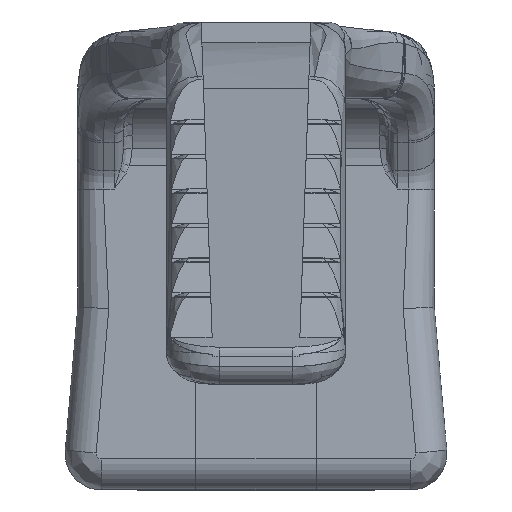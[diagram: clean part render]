
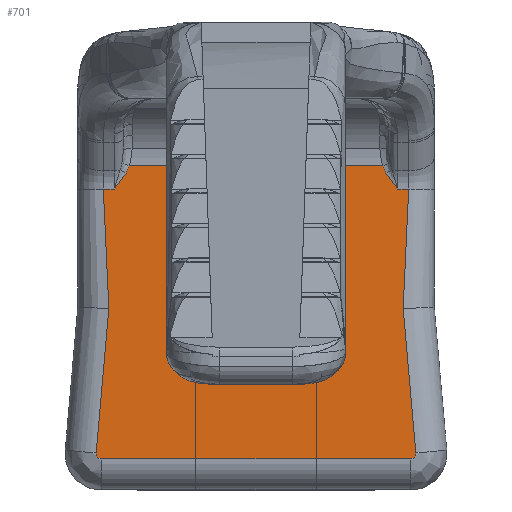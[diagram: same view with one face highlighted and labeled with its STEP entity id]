
A CAD part, front view. The second image highlights one B-rep face of the part: STEP entity #701.
In plain terms, the highlighted planar face has unit normal (0, -1, 0).
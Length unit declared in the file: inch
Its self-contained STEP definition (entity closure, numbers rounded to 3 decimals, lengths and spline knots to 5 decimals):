
#271=(
BOUNDED_CURVE()
B_SPLINE_CURVE(3,(#9772,#9773,#9774,#9775,#9776,#9777,#9778),
 .UNSPECIFIED.,.F.,.F.)
B_SPLINE_CURVE_WITH_KNOTS((4,3,4),(0.,0.45445,1.),
 .UNSPECIFIED.)
CURVE()
GEOMETRIC_REPRESENTATION_ITEM()
RATIONAL_B_SPLINE_CURVE((1.,1.,1.,1.,1.,1.,1.))
REPRESENTATION_ITEM('')
);
#272=(
BOUNDED_CURVE()
B_SPLINE_CURVE(3,(#9807,#9808,#9809,#9810,#9811,#9812,#9813),
 .UNSPECIFIED.,.F.,.F.)
B_SPLINE_CURVE_WITH_KNOTS((4,3,4),(0.,0.54555,1.),
 .UNSPECIFIED.)
CURVE()
GEOMETRIC_REPRESENTATION_ITEM()
RATIONAL_B_SPLINE_CURVE((1.,1.,1.,1.,1.,1.,1.))
REPRESENTATION_ITEM('')
);
#383=ELLIPSE('',#5288,0.02,0.01);
#384=ELLIPSE('',#5289,0.02,0.01);
#466=PLANE('',#5292);
#701=ADVANCED_FACE('',(#1091),#466,.T.);
#1091=FACE_OUTER_BOUND('',#1392,.T.);
#1392=EDGE_LOOP('',(#3277,#3278,#3279,#3280,#3281,#3282,#3283,#3284,#3285,
#3286,#3287,#3288,#3289,#3290));
#1698=LINE('',#9781,#1963);
#1699=LINE('',#9793,#1964);
#1700=LINE('',#9805,#1965);
#1701=LINE('',#9815,#1966);
#1702=LINE('',#9819,#1967);
#1703=LINE('',#9823,#1968);
#1963=VECTOR('',#6338,1.);
#1964=VECTOR('',#6341,1.);
#1965=VECTOR('',#6344,1.);
#1966=VECTOR('',#6345,1.);
#1967=VECTOR('',#6348,1.);
#1968=VECTOR('',#6351,1.);
#2102=CIRCLE('',#5290,0.003);
#2103=CIRCLE('',#5291,0.003);
#3277=ORIENTED_EDGE('',*,*,#4634,.F.);
#3278=ORIENTED_EDGE('',*,*,#4635,.F.);
#3279=ORIENTED_EDGE('',*,*,#4636,.F.);
#3280=ORIENTED_EDGE('',*,*,#4637,.F.);
#3281=ORIENTED_EDGE('',*,*,#4638,.F.);
#3282=ORIENTED_EDGE('',*,*,#4639,.F.);
#3283=ORIENTED_EDGE('',*,*,#4640,.F.);
#3284=ORIENTED_EDGE('',*,*,#4641,.F.);
#3285=ORIENTED_EDGE('',*,*,#4642,.F.);
#3286=ORIENTED_EDGE('',*,*,#4643,.T.);
#3287=ORIENTED_EDGE('',*,*,#4644,.T.);
#3288=ORIENTED_EDGE('',*,*,#4645,.F.);
#3289=ORIENTED_EDGE('',*,*,#4646,.T.);
#3290=ORIENTED_EDGE('',*,*,#4647,.T.);
#3981=VERTEX_POINT('',#9779);
#3982=VERTEX_POINT('',#9780);
#3983=VERTEX_POINT('',#9782);
#3984=VERTEX_POINT('',#9790);
#3985=VERTEX_POINT('',#9792);
#3986=VERTEX_POINT('',#9794);
#3987=VERTEX_POINT('',#9796);
#3988=VERTEX_POINT('',#9804);
#3989=VERTEX_POINT('',#9806);
#3990=VERTEX_POINT('',#9814);
#3991=VERTEX_POINT('',#9816);
#3992=VERTEX_POINT('',#9818);
#3993=VERTEX_POINT('',#9820);
#3994=VERTEX_POINT('',#9822);
#4634=EDGE_CURVE('',#3981,#3982,#271,.T.);
#4635=EDGE_CURVE('',#3983,#3981,#1698,.T.);
#4636=EDGE_CURVE('',#3984,#3983,#4886,.T.);
#4637=EDGE_CURVE('',#3985,#3984,#383,.T.);
#4638=EDGE_CURVE('',#3986,#3985,#1699,.T.);
#4639=EDGE_CURVE('',#3987,#3986,#384,.T.);
#4640=EDGE_CURVE('',#3988,#3987,#4887,.T.);
#4641=EDGE_CURVE('',#3989,#3988,#1700,.T.);
#4642=EDGE_CURVE('',#3990,#3989,#272,.T.);
#4643=EDGE_CURVE('',#3990,#3991,#1701,.T.);
#4644=EDGE_CURVE('',#3991,#3992,#2102,.T.);
#4645=EDGE_CURVE('',#3993,#3992,#1702,.T.);
#4646=EDGE_CURVE('',#3993,#3994,#2103,.T.);
#4647=EDGE_CURVE('',#3994,#3982,#1703,.T.);
#4886=B_SPLINE_CURVE_WITH_KNOTS('',3,(#9783,#9784,#9785,#9786,#9787,#9788,
#9789),.UNSPECIFIED.,.F.,.F.,(4,3,4),(0.,0.98573,1.),
 .UNSPECIFIED.);
#4887=B_SPLINE_CURVE_WITH_KNOTS('',3,(#9797,#9798,#9799,#9800,#9801,#9802,
#9803),.UNSPECIFIED.,.F.,.F.,(4,3,4),(0.,0.01427,1.),
 .UNSPECIFIED.);
#5288=AXIS2_PLACEMENT_3D('',#9791,#6339,#6340);
#5289=AXIS2_PLACEMENT_3D('',#9795,#6342,#6343);
#5290=AXIS2_PLACEMENT_3D('',#9817,#6346,#6347);
#5291=AXIS2_PLACEMENT_3D('',#9821,#6349,#6350);
#5292=AXIS2_PLACEMENT_3D('',#9824,#6352,#6353);
#6338=DIRECTION('',(1.,0.,0.));
#6339=DIRECTION('',(0.,-1.,0.));
#6340=DIRECTION('',(0.,0.,-1.));
#6341=DIRECTION('',(1.,0.,0.));
#6342=DIRECTION('',(0.,-1.,0.));
#6343=DIRECTION('',(0.,0.,1.));
#6344=DIRECTION('',(1.,0.,0.));
#6345=DIRECTION('',(-0.087,0.,-0.996));
#6346=DIRECTION('',(0.,-1.,0.));
#6347=DIRECTION('',(0.,0.,-1.));
#6348=DIRECTION('',(-1.,0.,0.));
#6349=DIRECTION('',(0.,-1.,0.));
#6350=DIRECTION('',(0.,0.,-1.));
#6351=DIRECTION('',(-0.087,0.,0.996));
#6352=DIRECTION('',(0.,-1.,0.));
#6353=DIRECTION('',(0.,0.,-1.));
#9772=CARTESIAN_POINT('',(0.1885,-0.0505,-0.03536));
#9773=CARTESIAN_POINT('',(0.1885,-0.0505,-0.05727));
#9774=CARTESIAN_POINT('',(0.1855,-0.0505,-0.07918));
#9775=CARTESIAN_POINT('',(0.1855,-0.0505,-0.10109));
#9776=CARTESIAN_POINT('',(0.1855,-0.0505,-0.12739));
#9777=CARTESIAN_POINT('',(0.1855,-0.0505,-0.1537));
#9778=CARTESIAN_POINT('',(0.1855,-0.0505,-0.18));
#9779=CARTESIAN_POINT('',(0.1885,-0.0505,-0.03536));
#9780=CARTESIAN_POINT('',(0.1855,-0.0505,-0.10075));
#9781=CARTESIAN_POINT('',(0.105,-0.0505,-0.03536));
#9782=CARTESIAN_POINT('',(0.1825,-0.0505,-0.03536));
#9783=CARTESIAN_POINT('',(0.17609,-0.0505,-0.0267));
#9784=CARTESIAN_POINT('',(0.17791,-0.0505,-0.02973));
#9785=CARTESIAN_POINT('',(0.18016,-0.0505,-0.0325));
#9786=CARTESIAN_POINT('',(0.1824,-0.0505,-0.03524));
#9787=CARTESIAN_POINT('',(0.18244,-0.0505,-0.03528));
#9788=CARTESIAN_POINT('',(0.18247,-0.0505,-0.03532));
#9789=CARTESIAN_POINT('',(0.1825,-0.0505,-0.03536));
#9790=CARTESIAN_POINT('',(0.17609,-0.0505,-0.0267));
#9791=CARTESIAN_POINT('',(0.1825,-0.0505,-0.01134));
#9792=CARTESIAN_POINT('',(0.17427,-0.0505,-0.02271));
#9793=CARTESIAN_POINT('',(-0.05792,-0.0505,-0.02271));
#9794=CARTESIAN_POINT('',(0.03573,-0.0505,-0.02271));
#9795=CARTESIAN_POINT('',(0.0275,-0.0505,-0.01134));
#9796=CARTESIAN_POINT('',(0.03391,-0.0505,-0.0267));
#9797=CARTESIAN_POINT('',(0.0275,-0.0505,-0.03536));
#9798=CARTESIAN_POINT('',(0.02753,-0.0505,-0.03532));
#9799=CARTESIAN_POINT('',(0.02756,-0.0505,-0.03528));
#9800=CARTESIAN_POINT('',(0.0276,-0.0505,-0.03524));
#9801=CARTESIAN_POINT('',(0.02984,-0.0505,-0.0325));
#9802=CARTESIAN_POINT('',(0.03209,-0.0505,-0.02973));
#9803=CARTESIAN_POINT('',(0.03391,-0.0505,-0.0267));
#9804=CARTESIAN_POINT('',(0.0275,-0.0505,-0.03536));
#9805=CARTESIAN_POINT('',(0.105,-0.0505,-0.03536));
#9806=CARTESIAN_POINT('',(0.0215,-0.0505,-0.03536));
#9807=CARTESIAN_POINT('',(0.0245,-0.0505,-0.18));
#9808=CARTESIAN_POINT('',(0.0245,-0.0505,-0.1537));
#9809=CARTESIAN_POINT('',(0.0245,-0.0505,-0.12739));
#9810=CARTESIAN_POINT('',(0.0245,-0.0505,-0.10109));
#9811=CARTESIAN_POINT('',(0.0245,-0.0505,-0.07918));
#9812=CARTESIAN_POINT('',(0.0215,-0.0505,-0.05727));
#9813=CARTESIAN_POINT('',(0.0215,-0.0505,-0.03536));
#9814=CARTESIAN_POINT('',(0.0245,-0.0505,-0.10075));
#9815=CARTESIAN_POINT('',(0.01649,-0.0505,-0.19226));
#9816=CARTESIAN_POINT('',(0.01759,-0.0505,-0.17974));
#9817=CARTESIAN_POINT('',(0.02058,-0.0505,-0.18));
#9818=CARTESIAN_POINT('',(0.02058,-0.0505,-0.183));
#9819=CARTESIAN_POINT('',(0.105,-0.0505,-0.183));
#9820=CARTESIAN_POINT('',(0.18942,-0.0505,-0.183));
#9821=CARTESIAN_POINT('',(0.18942,-0.0505,-0.18));
#9822=CARTESIAN_POINT('',(0.19241,-0.0505,-0.17974));
#9823=CARTESIAN_POINT('',(0.19351,-0.0505,-0.19226));
#9824=CARTESIAN_POINT('',(0.105,-0.0505,-0.2));
